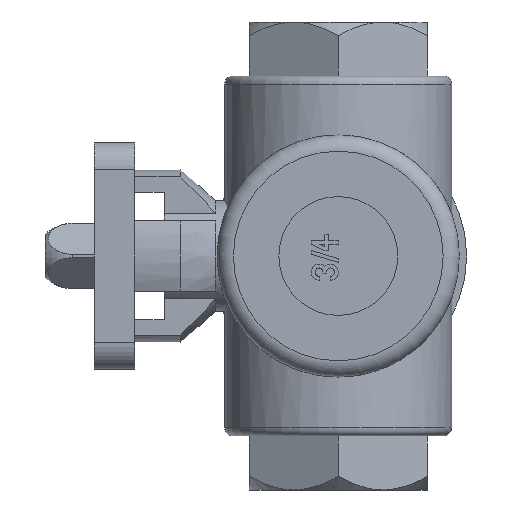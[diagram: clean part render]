
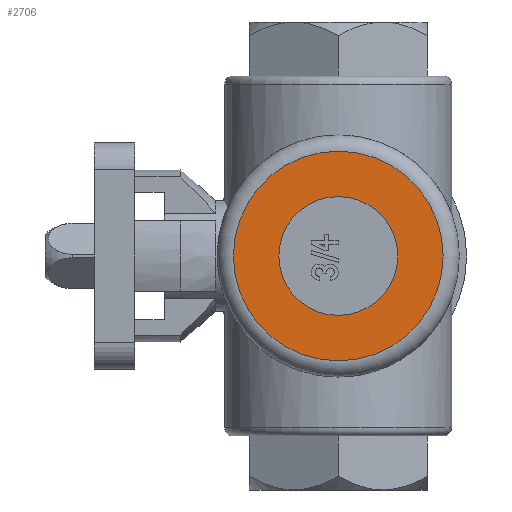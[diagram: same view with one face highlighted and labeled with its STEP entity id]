
A CAD part, left-side view. The second image highlights one B-rep face of the part: STEP entity #2706.
In plain terms, the highlighted planar face has unit normal (-1, 0, 0).
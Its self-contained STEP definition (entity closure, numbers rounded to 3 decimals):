
#215=CIRCLE('',#2947,19.4);
#216=CIRCLE('',#2949,11.);
#530=ORIENTED_EDGE('',*,*,#1258,.F.);
#531=ORIENTED_EDGE('',*,*,#1259,.T.);
#1258=EDGE_CURVE('',#1611,#1611,#215,.T.);
#1259=EDGE_CURVE('',#1612,#1612,#216,.T.);
#1611=VERTEX_POINT('',#4497);
#1612=VERTEX_POINT('',#4500);
#2210=EDGE_LOOP('',(#530));
#2211=EDGE_LOOP('',(#531));
#2427=FACE_BOUND('',#2210,.T.);
#2428=FACE_BOUND('',#2211,.T.);
#2597=PLANE('',#2948);
#2706=ADVANCED_FACE('',(#2427,#2428),#2597,.F.);
#2947=AXIS2_PLACEMENT_3D('',#4496,#3451,#3452);
#2948=AXIS2_PLACEMENT_3D('',#4498,#3453,#3454);
#2949=AXIS2_PLACEMENT_3D('',#4499,#3455,#3456);
#3451=DIRECTION('',(1.,0.,0.));
#3452=DIRECTION('',(0.,0.,-1.));
#3453=DIRECTION('',(1.,0.,0.));
#3454=DIRECTION('',(0.,0.,-1.));
#3455=DIRECTION('',(1.,0.,0.));
#3456=DIRECTION('',(0.,0.,-1.));
#4496=CARTESIAN_POINT('',(-28.,0.,0.));
#4497=CARTESIAN_POINT('',(-28.,0.,-19.4));
#4498=CARTESIAN_POINT('',(-28.,0.,0.));
#4499=CARTESIAN_POINT('',(-28.,0.,0.));
#4500=CARTESIAN_POINT('',(-28.,0.,-11.));
